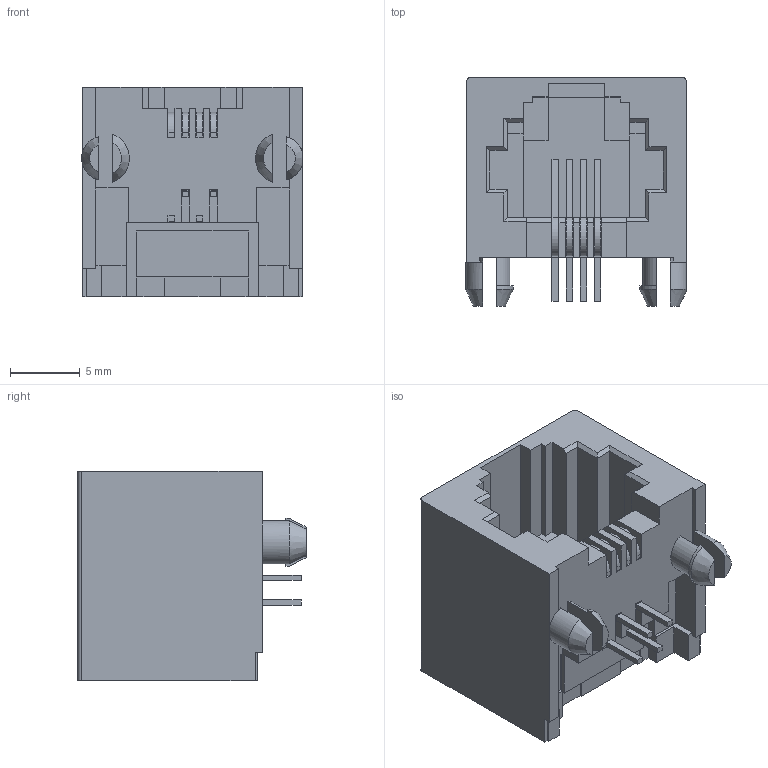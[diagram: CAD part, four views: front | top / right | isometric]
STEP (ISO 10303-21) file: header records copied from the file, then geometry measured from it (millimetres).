
FILE_DESCRIPTION((''),'2;1');
FILE_NAME('438600003','2019-03-11T',('gga'),(''),'PRO/ENGINEER BY PARAMETRIC TECHNOLOGY CORPORATION, 2016010','PRO/ENGINEER BY PARAMETRIC TECHNOLOGY CORPORATION, 2016010','');
FILE_SCHEMA(('CONFIG_CONTROL_DESIGN'));
Length unit declared in the file: inch
Products named in the file (1): 438600003
Bounding box: 15.81 x 16.36 x 14.99 mm (x, y, z)
Volume: 1900.2 mm3; surface area: 2069.7 mm2
Topology: 1 solids, 1 shells, 233 faces, 651 edges, 432 vertices
Faces by surface type: plane 210, cylinder 19, cone 4
Entity records: 7400 total; most frequent: CARTESIAN_POINT 1336, ORIENTED_EDGE 1270, DIRECTION 1176, EDGE_CURVE 635, VECTOR 578, LINE 578, VERTEX_POINT 412, AXIS2_PLACEMENT_3D 299
